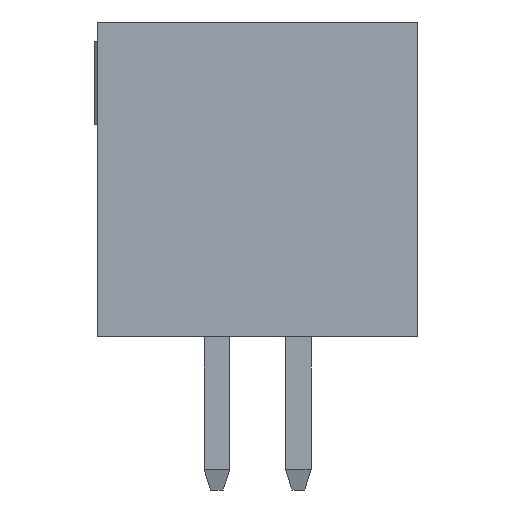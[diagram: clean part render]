
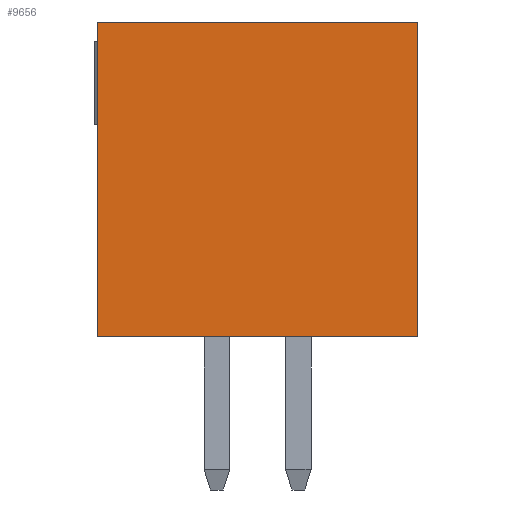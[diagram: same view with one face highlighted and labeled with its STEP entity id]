
A CAD part, front view. The second image highlights one B-rep face of the part: STEP entity #9656.
In plain terms, the highlighted face is planar.
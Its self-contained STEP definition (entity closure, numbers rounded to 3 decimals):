
#481=ORIENTED_EDGE('',*,*,#2282,.F.);
#482=ORIENTED_EDGE('',*,*,#2283,.F.);
#483=ORIENTED_EDGE('',*,*,#2284,.T.);
#484=ORIENTED_EDGE('',*,*,#2285,.T.);
#2282=EDGE_CURVE('',#3176,#3177,#3858,.T.);
#2283=EDGE_CURVE('',#3178,#3176,#3859,.T.);
#2284=EDGE_CURVE('',#3178,#3179,#3860,.T.);
#2285=EDGE_CURVE('',#3179,#3177,#3861,.T.);
#3176=VERTEX_POINT('',#12765);
#3177=VERTEX_POINT('',#12766);
#3178=VERTEX_POINT('',#12768);
#3179=VERTEX_POINT('',#12770);
#3858=LINE('',#12764,#4838);
#3859=LINE('',#12767,#4839);
#3860=LINE('',#12769,#4840);
#3861=LINE('',#12771,#4841);
#4838=VECTOR('',#10862,1000.);
#4839=VECTOR('',#10863,1000.);
#4840=VECTOR('',#10864,1000.);
#4841=VECTOR('',#10865,1000.);
#5614=EDGE_LOOP('',(#481,#482,#483,#484));
#6030=FACE_BOUND('',#5614,.T.);
#6446=PLANE('',#10064);
#9656=ADVANCED_FACE('',(#6030),#6446,.T.);
#10064=AXIS2_PLACEMENT_3D('',#12763,#10860,#10861);
#10860=DIRECTION('',(1.,0.,0.));
#10861=DIRECTION('',(0.,0.,-1.));
#10862=DIRECTION('',(0.,0.,-1.));
#10863=DIRECTION('',(0.,1.,0.));
#10864=DIRECTION('',(0.,0.,-1.));
#10865=DIRECTION('',(0.,1.,0.));
#12763=CARTESIAN_POINT('',(7.62,-2.5,2.45));
#12764=CARTESIAN_POINT('',(7.62,2.5,2.45));
#12765=CARTESIAN_POINT('',(7.62,2.5,2.45));
#12766=CARTESIAN_POINT('',(7.62,2.5,-2.45));
#12767=CARTESIAN_POINT('',(7.62,-2.5,2.45));
#12768=CARTESIAN_POINT('',(7.62,-2.5,2.45));
#12769=CARTESIAN_POINT('',(7.62,-2.5,2.45));
#12770=CARTESIAN_POINT('',(7.62,-2.5,-2.45));
#12771=CARTESIAN_POINT('',(7.62,-2.5,-2.45));
